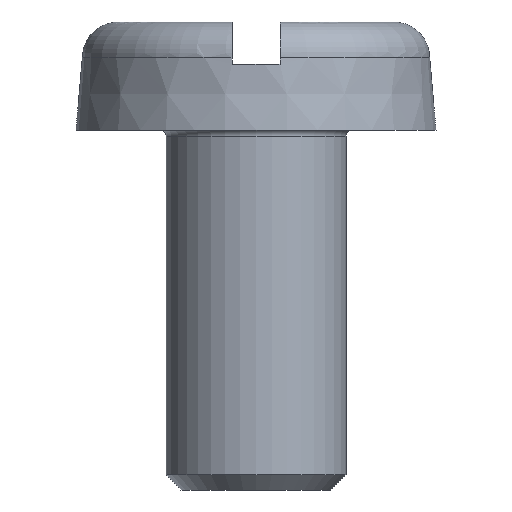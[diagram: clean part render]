
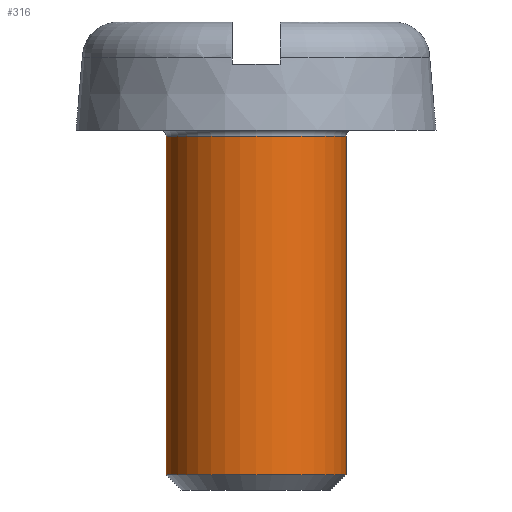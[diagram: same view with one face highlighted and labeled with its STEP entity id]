
A CAD part, front view. The second image highlights one B-rep face of the part: STEP entity #316.
In plain terms, the highlighted cylindrical face has radius 1.5 mm (diameter 3 mm), a partial arc.
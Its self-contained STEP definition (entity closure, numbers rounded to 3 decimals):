
#3 = EDGE_LOOP ( 'NONE', ( #202, #436, #411, #312 ) ) ;
#18 = FACE_OUTER_BOUND ( 'NONE', #3, .T. ) ;
#49 = DIRECTION ( 'NONE',  ( 0., 0., 1. ) ) ;
#73 = CARTESIAN_POINT ( 'NONE',  ( -1.5, 0., -7.55 ) ) ;
#86 = CARTESIAN_POINT ( 'NONE',  ( 1.5, 0., -1.9 ) ) ;
#102 = DIRECTION ( 'NONE',  ( 1., 0., 0. ) ) ;
#123 = CARTESIAN_POINT ( 'NONE',  ( -1.5, 0., -1.9 ) ) ;
#149 = VERTEX_POINT ( 'NONE', #73 ) ;
#158 = DIRECTION ( 'NONE',  ( 1., 0., 0. ) ) ;
#169 = VERTEX_POINT ( 'NONE', #123 ) ;
#179 = CARTESIAN_POINT ( 'NONE',  ( 1.5, 0., 0. ) ) ;
#188 = DIRECTION ( 'NONE',  ( 0., 0., 1. ) ) ;
#202 = ORIENTED_EDGE ( 'NONE', *, *, #418, .F. ) ;
#205 = AXIS2_PLACEMENT_3D ( 'NONE', #587, #188, #394 ) ;
#215 = CYLINDRICAL_SURFACE ( 'NONE', #205, 1.5 ) ;
#281 = CARTESIAN_POINT ( 'NONE',  ( 0., 0., -1.9 ) ) ;
#283 = LINE ( 'NONE', #179, #448 ) ;
#312 = ORIENTED_EDGE ( 'NONE', *, *, #423, .F. ) ;
#316 = ADVANCED_FACE ( 'NONE', ( #18 ), #215, .T. ) ;
#339 = CIRCLE ( 'NONE', #472, 1.5 ) ;
#365 = VERTEX_POINT ( 'NONE', #86 ) ;
#366 = CARTESIAN_POINT ( 'NONE',  ( -1.5, 0., 0. ) ) ;
#368 = DIRECTION ( 'NONE',  ( 0., 0., 1. ) ) ;
#372 = EDGE_CURVE ( 'NONE', #516, #365, #283, .T. ) ;
#394 = DIRECTION ( 'NONE',  ( 1., 0., 0. ) ) ;
#411 = ORIENTED_EDGE ( 'NONE', *, *, #372, .T. ) ;
#416 = DIRECTION ( 'NONE',  ( 0., 0., 1. ) ) ;
#418 = EDGE_CURVE ( 'NONE', #149, #169, #542, .T. ) ;
#419 = CARTESIAN_POINT ( 'NONE',  ( 1.5, 0., -7.55 ) ) ;
#423 = EDGE_CURVE ( 'NONE', #169, #365, #424, .T. ) ;
#424 = CIRCLE ( 'NONE', #513, 1.5 ) ;
#436 = ORIENTED_EDGE ( 'NONE', *, *, #569, .T. ) ;
#448 = VECTOR ( 'NONE', #368, 1000. ) ;
#472 = AXIS2_PLACEMENT_3D ( 'NONE', #549, #416, #158 ) ;
#488 = VECTOR ( 'NONE', #502, 1000. ) ;
#502 = DIRECTION ( 'NONE',  ( 0., 0., 1. ) ) ;
#513 = AXIS2_PLACEMENT_3D ( 'NONE', #281, #49, #102 ) ;
#516 = VERTEX_POINT ( 'NONE', #419 ) ;
#542 = LINE ( 'NONE', #366, #488 ) ;
#549 = CARTESIAN_POINT ( 'NONE',  ( 0., 0., -7.55 ) ) ;
#569 = EDGE_CURVE ( 'NONE', #149, #516, #339, .T. ) ;
#587 = CARTESIAN_POINT ( 'NONE',  ( 0., 0., 0. ) ) ;
